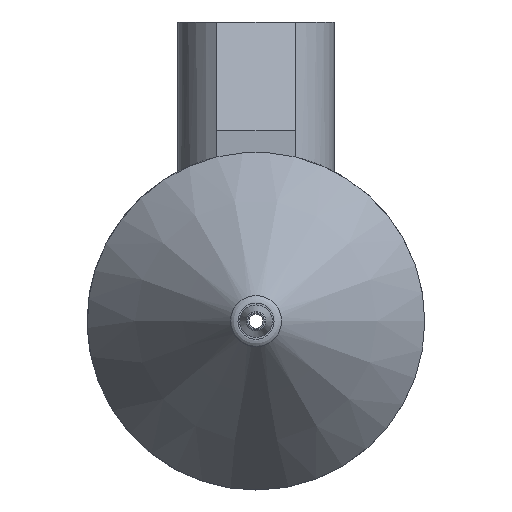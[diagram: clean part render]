
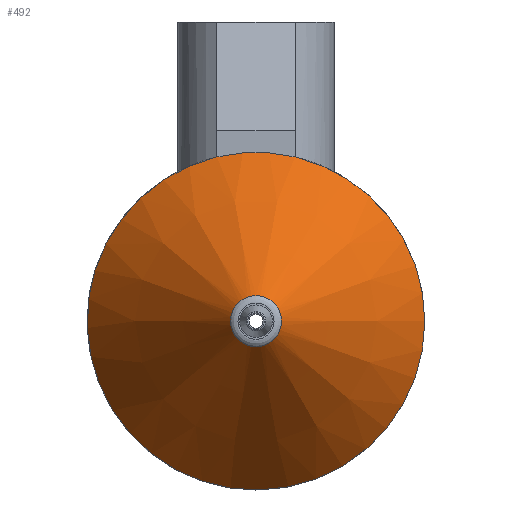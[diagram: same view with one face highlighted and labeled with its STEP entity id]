
A CAD part, front view. The second image highlights one B-rep face of the part: STEP entity #492.
In plain terms, the highlighted conical face has half-angle 34.992 degrees and reference radius 3.675 mm.
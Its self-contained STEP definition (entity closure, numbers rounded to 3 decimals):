
#17=CONICAL_SURFACE('',#556,3.675,0.611);
#44=FACE_OUTER_BOUND('',#71,.T.);
#71=EDGE_LOOP('',(#367,#368,#369,#370,#371,#372,#373,#374));
#103=CIRCLE('',#526,6.475);
#123=CIRCLE('',#552,0.98);
#124=CIRCLE('',#553,0.98);
#125=CIRCLE('',#554,0.98);
#127=CIRCLE('',#557,6.475);
#128=CIRCLE('',#558,6.475);
#151=LINE('',#838,#174);
#174=VECTOR('',#665,3.675);
#193=VERTEX_POINT('',#762);
#195=VERTEX_POINT('',#765);
#214=VERTEX_POINT('',#829);
#215=VERTEX_POINT('',#831);
#216=VERTEX_POINT('',#833);
#217=VERTEX_POINT('',#839);
#247=EDGE_CURVE('',#195,#193,#103,.T.);
#271=EDGE_CURVE('',#214,#215,#123,.T.);
#272=EDGE_CURVE('',#215,#216,#124,.T.);
#273=EDGE_CURVE('',#216,#214,#125,.T.);
#275=EDGE_CURVE('',#216,#193,#151,.T.);
#276=EDGE_CURVE('',#193,#217,#127,.T.);
#277=EDGE_CURVE('',#217,#195,#128,.T.);
#367=ORIENTED_EDGE('',*,*,#272,.F.);
#368=ORIENTED_EDGE('',*,*,#271,.F.);
#369=ORIENTED_EDGE('',*,*,#273,.F.);
#370=ORIENTED_EDGE('',*,*,#275,.T.);
#371=ORIENTED_EDGE('',*,*,#276,.T.);
#372=ORIENTED_EDGE('',*,*,#277,.T.);
#373=ORIENTED_EDGE('',*,*,#247,.T.);
#374=ORIENTED_EDGE('',*,*,#275,.F.);
#492=ADVANCED_FACE('',(#44),#17,.T.);
#526=AXIS2_PLACEMENT_3D('',#766,#600,#601);
#552=AXIS2_PLACEMENT_3D('',#832,#655,#656);
#553=AXIS2_PLACEMENT_3D('',#834,#657,#658);
#554=AXIS2_PLACEMENT_3D('',#835,#659,#660);
#556=AXIS2_PLACEMENT_3D('',#837,#663,#664);
#557=AXIS2_PLACEMENT_3D('',#840,#666,#667);
#558=AXIS2_PLACEMENT_3D('',#841,#668,#669);
#600=DIRECTION('center_axis',(0.,-1.,0.));
#601=DIRECTION('ref_axis',(1.,0.,0.));
#655=DIRECTION('center_axis',(0.,-1.,0.));
#656=DIRECTION('ref_axis',(1.,0.,0.));
#657=DIRECTION('center_axis',(0.,-1.,0.));
#658=DIRECTION('ref_axis',(1.,0.,0.));
#659=DIRECTION('center_axis',(0.,-1.,0.));
#660=DIRECTION('ref_axis',(1.,0.,0.));
#663=DIRECTION('center_axis',(0.,1.,0.));
#664=DIRECTION('ref_axis',(-1.,0.,0.));
#665=DIRECTION('',(0.573,0.819,0.));
#666=DIRECTION('center_axis',(0.,-1.,0.));
#667=DIRECTION('ref_axis',(1.,0.,0.));
#668=DIRECTION('center_axis',(0.,-1.,0.));
#669=DIRECTION('ref_axis',(1.,0.,0.));
#762=CARTESIAN_POINT('',(6.475,8.,0.));
#765=CARTESIAN_POINT('',(-1.5,8.,6.299));
#766=CARTESIAN_POINT('Origin',(0.,8.,0.));
#829=CARTESIAN_POINT('',(0.,0.149,0.98));
#831=CARTESIAN_POINT('',(-0.98,0.149,0.));
#832=CARTESIAN_POINT('Origin',(0.,0.149,0.));
#833=CARTESIAN_POINT('',(0.98,0.149,0.));
#834=CARTESIAN_POINT('Origin',(0.,0.149,0.));
#835=CARTESIAN_POINT('Origin',(0.,0.149,0.));
#837=CARTESIAN_POINT('Origin',(0.,4.,0.));
#838=CARTESIAN_POINT('',(3.675,4.,0.));
#839=CARTESIAN_POINT('',(1.5,8.,6.299));
#840=CARTESIAN_POINT('Origin',(0.,8.,0.));
#841=CARTESIAN_POINT('Origin',(0.,8.,0.));
